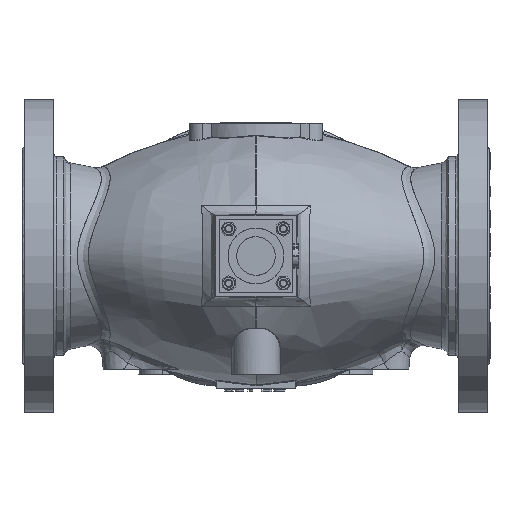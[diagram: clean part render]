
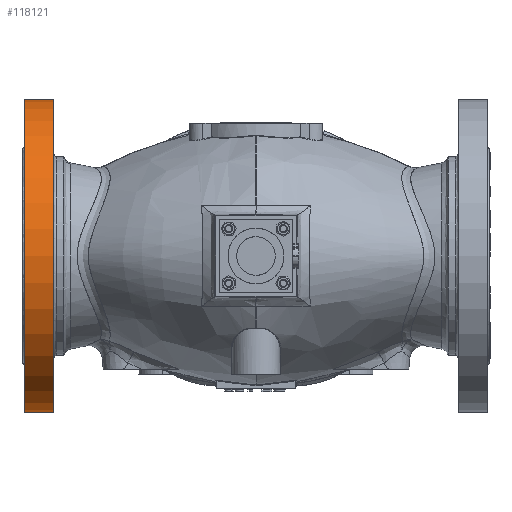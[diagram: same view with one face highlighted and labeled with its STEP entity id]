
A CAD part, front view. The second image highlights one B-rep face of the part: STEP entity #118121.
In plain terms, the highlighted cylindrical face has radius 117.5 mm (diameter 235 mm), a partial arc.
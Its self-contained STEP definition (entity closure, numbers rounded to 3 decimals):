
#4535 = DIRECTION ( 'NONE',  ( 0., 0., 1. ) ) ;
#4573 = VERTEX_POINT ( 'NONE', #30239 ) ;
#7546 = CIRCLE ( 'NONE', #114283, 117.5 ) ;
#10209 = CIRCLE ( 'NONE', #21229, 117.5 ) ;
#11387 = VERTEX_POINT ( 'NONE', #71467 ) ;
#13067 = EDGE_CURVE ( 'NONE', #20425, #11387, #10209, .T. ) ;
#15949 = DIRECTION ( 'NONE',  ( -1., 0., 0. ) ) ;
#17797 = ORIENTED_EDGE ( 'NONE', *, *, #120153, .T. ) ;
#20425 = VERTEX_POINT ( 'NONE', #32287 ) ;
#21229 = AXIS2_PLACEMENT_3D ( 'NONE', #142586, #142440, #142265 ) ;
#22914 = VERTEX_POINT ( 'NONE', #66547 ) ;
#30239 = CARTESIAN_POINT ( 'NONE',  ( -174., 0., -117.5 ) ) ;
#32287 = CARTESIAN_POINT ( 'NONE',  ( -152., 0., -117.5 ) ) ;
#34773 = ORIENTED_EDGE ( 'NONE', *, *, #116704, .T. ) ;
#42953 = DIRECTION ( 'NONE',  ( 1., 0., 0. ) ) ;
#45140 = EDGE_CURVE ( 'NONE', #4573, #20425, #142306, .T. ) ;
#56386 = AXIS2_PLACEMENT_3D ( 'NONE', #135336, #15949, #88106 ) ;
#58699 = EDGE_LOOP ( 'NONE', ( #34773, #17797, #123297, #133861 ) ) ;
#59739 = CARTESIAN_POINT ( 'NONE',  ( -140.5, 0., -117.5 ) ) ;
#66547 = CARTESIAN_POINT ( 'NONE',  ( -174., 0., 117.5 ) ) ;
#71467 = CARTESIAN_POINT ( 'NONE',  ( -152., 0., 117.5 ) ) ;
#76383 = DIRECTION ( 'NONE',  ( 1., 0., 0. ) ) ;
#88106 = DIRECTION ( 'NONE',  ( 0., 0., 1. ) ) ;
#88506 = LINE ( 'NONE', #152040, #112641 ) ;
#106178 = DIRECTION ( 'NONE',  ( -1., 0., 0. ) ) ;
#108829 = CYLINDRICAL_SURFACE ( 'NONE', #56386, 117.5 ) ;
#110667 = VECTOR ( 'NONE', #42953, 1000. ) ;
#112641 = VECTOR ( 'NONE', #106178, 1000. ) ;
#114283 = AXIS2_PLACEMENT_3D ( 'NONE', #147678, #76383, #4535 ) ;
#116704 = EDGE_CURVE ( 'NONE', #11387, #22914, #88506, .T. ) ;
#118121 = ADVANCED_FACE ( 'NONE', ( #140436 ), #108829, .T. ) ;
#120153 = EDGE_CURVE ( 'NONE', #22914, #4573, #7546, .T. ) ;
#123297 = ORIENTED_EDGE ( 'NONE', *, *, #45140, .T. ) ;
#133861 = ORIENTED_EDGE ( 'NONE', *, *, #13067, .T. ) ;
#135336 = CARTESIAN_POINT ( 'NONE',  ( -140.5, 0., 0. ) ) ;
#140436 = FACE_OUTER_BOUND ( 'NONE', #58699, .T. ) ;
#142265 = DIRECTION ( 'NONE',  ( 0., 0., 1. ) ) ;
#142306 = LINE ( 'NONE', #59739, #110667 ) ;
#142440 = DIRECTION ( 'NONE',  ( -1., 0., 0. ) ) ;
#142586 = CARTESIAN_POINT ( 'NONE',  ( -152., 0., 0. ) ) ;
#147678 = CARTESIAN_POINT ( 'NONE',  ( -174., 0., 0. ) ) ;
#152040 = CARTESIAN_POINT ( 'NONE',  ( -140.5, 0., 117.5 ) ) ;
